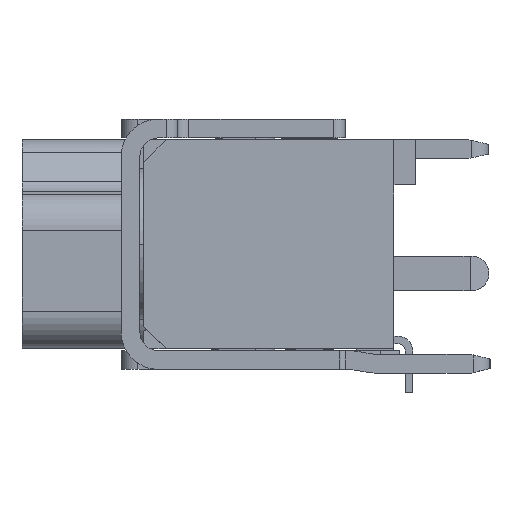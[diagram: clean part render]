
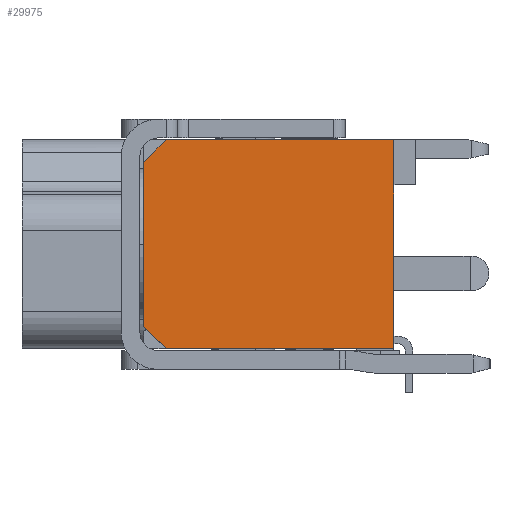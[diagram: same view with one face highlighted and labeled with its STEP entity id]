
A CAD part, left-side view. The second image highlights one B-rep face of the part: STEP entity #29975.
In plain terms, the highlighted planar face has unit normal (-1, 0, 0).
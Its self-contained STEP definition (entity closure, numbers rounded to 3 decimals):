
#2572 = VECTOR ( 'NONE', #47718, 1000. ) ;
#2827 = ORIENTED_EDGE ( 'NONE', *, *, #42601, .F. ) ;
#4987 = ORIENTED_EDGE ( 'NONE', *, *, #10138, .F. ) ;
#6600 = DIRECTION ( 'NONE',  ( 0., 0., -1. ) ) ;
#7316 = LINE ( 'NONE', #18306, #13584 ) ;
#8126 = ORIENTED_EDGE ( 'NONE', *, *, #28280, .T. ) ;
#9124 = PLANE ( 'NONE',  #20489 ) ;
#9369 = CARTESIAN_POINT ( 'NONE',  ( -14.05, 0., -2.775 ) ) ;
#9795 = VERTEX_POINT ( 'NONE', #21405 ) ;
#10138 = EDGE_CURVE ( 'NONE', #9795, #35175, #21585, .T. ) ;
#12831 = DIRECTION ( 'NONE',  ( 0., -1., 0. ) ) ;
#13182 = CARTESIAN_POINT ( 'NONE',  ( -14.05, 0., -2.775 ) ) ;
#13584 = VECTOR ( 'NONE', #6600, 1000. ) ;
#14623 = LINE ( 'NONE', #44409, #20806 ) ;
#16266 = EDGE_CURVE ( 'NONE', #22713, #42391, #7316, .T. ) ;
#16697 = VECTOR ( 'NONE', #18308, 1000. ) ;
#17938 = CARTESIAN_POINT ( 'NONE',  ( -14.05, 6.05, -2.775 ) ) ;
#18306 = CARTESIAN_POINT ( 'NONE',  ( -14.05, 0., 2.775 ) ) ;
#18308 = DIRECTION ( 'NONE',  ( 0., 0., -1. ) ) ;
#20333 = DIRECTION ( 'NONE',  ( -1., 0., 0. ) ) ;
#20489 = AXIS2_PLACEMENT_3D ( 'NONE', #9369, #20333, #27177 ) ;
#20502 = VERTEX_POINT ( 'NONE', #31971 ) ;
#20806 = VECTOR ( 'NONE', #33178, 1000. ) ;
#21405 = CARTESIAN_POINT ( 'NONE',  ( -14.05, 6.65, 2.175 ) ) ;
#21585 = LINE ( 'NONE', #36961, #44204 ) ;
#22713 = VERTEX_POINT ( 'NONE', #26281 ) ;
#22831 = VECTOR ( 'NONE', #12831, 1000. ) ;
#25395 = CARTESIAN_POINT ( 'NONE',  ( -14.05, 6.65, 2.175 ) ) ;
#26281 = CARTESIAN_POINT ( 'NONE',  ( -14.05, 0., 2.775 ) ) ;
#27177 = DIRECTION ( 'NONE',  ( 0., 0., 1. ) ) ;
#27800 = EDGE_LOOP ( 'NONE', ( #8126, #33875, #28026, #4987, #45531, #2827 ) ) ;
#28026 = ORIENTED_EDGE ( 'NONE', *, *, #33955, .F. ) ;
#28280 = EDGE_CURVE ( 'NONE', #20502, #42391, #29402, .T. ) ;
#29402 = LINE ( 'NONE', #17938, #2572 ) ;
#29975 = ADVANCED_FACE ( 'NONE', ( #42556 ), #9124, .T. ) ;
#30061 = CARTESIAN_POINT ( 'NONE',  ( -14.05, 6.65, -2.175 ) ) ;
#31527 = EDGE_CURVE ( 'NONE', #9795, #43279, #31535, .T. ) ;
#31535 = LINE ( 'NONE', #25395, #16697 ) ;
#31971 = CARTESIAN_POINT ( 'NONE',  ( -14.05, 6.05, -2.775 ) ) ;
#33178 = DIRECTION ( 'NONE',  ( 0., 0.707, 0.707 ) ) ;
#33875 = ORIENTED_EDGE ( 'NONE', *, *, #16266, .F. ) ;
#33955 = EDGE_CURVE ( 'NONE', #35175, #22713, #43517, .T. ) ;
#35175 = VERTEX_POINT ( 'NONE', #43591 ) ;
#35306 = CARTESIAN_POINT ( 'NONE',  ( -14.05, 6.05, 2.775 ) ) ;
#36491 = DIRECTION ( 'NONE',  ( 0., -0.707, 0.707 ) ) ;
#36961 = CARTESIAN_POINT ( 'NONE',  ( -14.05, 6.65, 2.175 ) ) ;
#42391 = VERTEX_POINT ( 'NONE', #13182 ) ;
#42556 = FACE_OUTER_BOUND ( 'NONE', #27800, .T. ) ;
#42601 = EDGE_CURVE ( 'NONE', #20502, #43279, #14623, .T. ) ;
#43279 = VERTEX_POINT ( 'NONE', #30061 ) ;
#43517 = LINE ( 'NONE', #35306, #22831 ) ;
#43591 = CARTESIAN_POINT ( 'NONE',  ( -14.05, 6.05, 2.775 ) ) ;
#44204 = VECTOR ( 'NONE', #36491, 1000. ) ;
#44409 = CARTESIAN_POINT ( 'NONE',  ( -14.05, 6.05, -2.775 ) ) ;
#45531 = ORIENTED_EDGE ( 'NONE', *, *, #31527, .T. ) ;
#47718 = DIRECTION ( 'NONE',  ( 0., -1., 0. ) ) ;
